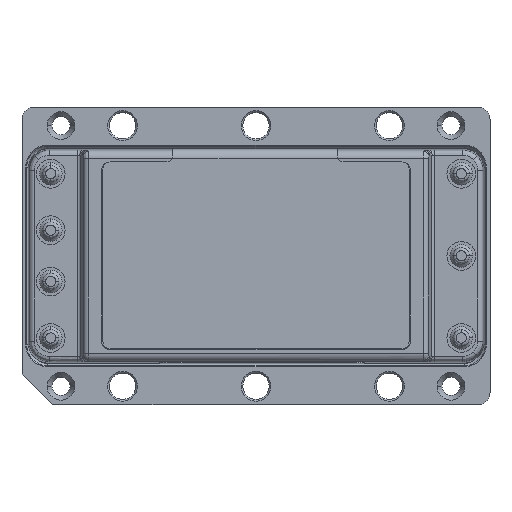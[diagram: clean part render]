
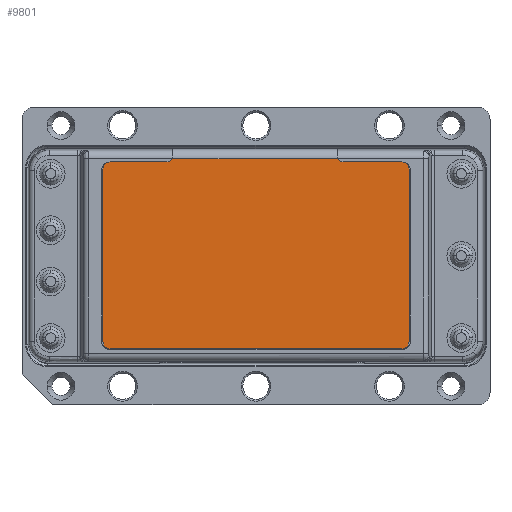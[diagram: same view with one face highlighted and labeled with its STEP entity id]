
A CAD part, top view. The second image highlights one B-rep face of the part: STEP entity #9801.
In plain terms, the highlighted planar face has unit normal (0, 0, 1).
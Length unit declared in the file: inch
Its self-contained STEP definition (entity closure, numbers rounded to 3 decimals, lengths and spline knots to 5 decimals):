
#251 = CIRCLE ( 'NONE', #420, 0.035 ) ;
#254 = CIRCLE ( 'NONE', #298, 0.035 ) ;
#298 = AXIS2_PLACEMENT_3D ( 'NONE', #14159, #14160, #14161 ) ;
#361 = VECTOR ( 'NONE', #14165, 39.37008 ) ;
#378 = VECTOR ( 'NONE', #14156, 39.37008 ) ;
#420 = AXIS2_PLACEMENT_3D ( 'NONE', #14168, #14169, #14170 ) ;
#473 = AXIS2_PLACEMENT_3D ( 'NONE', #14421, #14422, #14423 ) ;
#819 = EDGE_CURVE ( 'NONE', #14710, #14712, #2700, .T. ) ;
#820 = EDGE_CURVE ( 'NONE', #14704, #14727, #2701, .T. ) ;
#821 = EDGE_CURVE ( 'NONE', #14705, #14704, #11808, .T. ) ;
#823 = EDGE_CURVE ( 'NONE', #14708, #14705, #2703, .T. ) ;
#825 = EDGE_CURVE ( 'NONE', #14710, #14708, #11802, .T. ) ;
#829 = EDGE_CURVE ( 'NONE', #14714, #14712, #11805, .T. ) ;
#830 = EDGE_CURVE ( 'NONE', #14716, #14714, #2706, .T. ) ;
#832 = EDGE_CURVE ( 'NONE', #14718, #14716, #11795, .T. ) ;
#834 = EDGE_CURVE ( 'NONE', #14721, #14718, #2709, .T. ) ;
#836 = EDGE_CURVE ( 'NONE', #14723, #14721, #254, .T. ) ;
#838 = EDGE_CURVE ( 'NONE', #14725, #14723, #2712, .T. ) ;
#840 = EDGE_CURVE ( 'NONE', #14727, #14725, #251, .T. ) ;
#2700 = LINE ( 'NONE', #14121, #11809 ) ;
#2701 = LINE ( 'NONE', #14123, #11807 ) ;
#2703 = LINE ( 'NONE', #14130, #11803 ) ;
#2706 = LINE ( 'NONE', #14146, #11796 ) ;
#2709 = LINE ( 'NONE', #14155, #378 ) ;
#2712 = LINE ( 'NONE', #14164, #361 ) ;
#2752 = FACE_OUTER_BOUND ( 'NONE', #3930, .T. ) ;
#3930 = EDGE_LOOP ( 'NONE', ( #6389, #6387, #6390, #6388, #6386, #6385, #6384, #6383, #6382, #6381, #6380, #6379 ) ) ;
#6379 = ORIENTED_EDGE ( 'NONE', *, *, #829, .T. ) ;
#6380 = ORIENTED_EDGE ( 'NONE', *, *, #830, .T. ) ;
#6381 = ORIENTED_EDGE ( 'NONE', *, *, #832, .T. ) ;
#6382 = ORIENTED_EDGE ( 'NONE', *, *, #834, .T. ) ;
#6383 = ORIENTED_EDGE ( 'NONE', *, *, #836, .T. ) ;
#6384 = ORIENTED_EDGE ( 'NONE', *, *, #838, .T. ) ;
#6385 = ORIENTED_EDGE ( 'NONE', *, *, #840, .T. ) ;
#6386 = ORIENTED_EDGE ( 'NONE', *, *, #820, .T. ) ;
#6387 = ORIENTED_EDGE ( 'NONE', *, *, #825, .T. ) ;
#6388 = ORIENTED_EDGE ( 'NONE', *, *, #821, .T. ) ;
#6389 = ORIENTED_EDGE ( 'NONE', *, *, #819, .F. ) ;
#6390 = ORIENTED_EDGE ( 'NONE', *, *, #823, .T. ) ;
#9801 = ADVANCED_FACE ( 'NONE', ( #2752 ), #14420, .T. ) ;
#11795 = CIRCLE ( 'NONE', #11983, 0.035 ) ;
#11796 = VECTOR ( 'NONE', #14147, 39.37008 ) ;
#11798 = AXIS2_PLACEMENT_3D ( 'NONE', #14143, #14144, #14145 ) ;
#11800 = AXIS2_PLACEMENT_3D ( 'NONE', #14134, #14135, #14136 ) ;
#11802 = CIRCLE ( 'NONE', #11800, 0.035 ) ;
#11803 = VECTOR ( 'NONE', #14131, 39.37008 ) ;
#11805 = CIRCLE ( 'NONE', #11798, 0.035 ) ;
#11806 = AXIS2_PLACEMENT_3D ( 'NONE', #14125, #14126, #14127 ) ;
#11807 = VECTOR ( 'NONE', #14124, 39.37008 ) ;
#11808 = CIRCLE ( 'NONE', #11806, 0.035 ) ;
#11809 = VECTOR ( 'NONE', #14122, 39.37008 ) ;
#11983 = AXIS2_PLACEMENT_3D ( 'NONE', #14150, #14151, #14152 ) ;
#12794 = CARTESIAN_POINT ( 'NONE',  ( 0.3945, 0.37758, 0.509 ) ) ;
#12795 = CARTESIAN_POINT ( 'NONE',  ( 0.4295, 0.41258, 0.509 ) ) ;
#12796 = CARTESIAN_POINT ( 'NONE',  ( 0.7005, 0.41258, 0.509 ) ) ;
#12797 = CARTESIAN_POINT ( 'NONE',  ( 0.73029, 0.4292, 0.509 ) ) ;
#12798 = CARTESIAN_POINT ( 'NONE',  ( 1.54071, 0.4292, 0.509 ) ) ;
#12799 = CARTESIAN_POINT ( 'NONE',  ( 1.5705, 0.41258, 0.509 ) ) ;
#12800 = CARTESIAN_POINT ( 'NONE',  ( 1.8505, 0.41258, 0.509 ) ) ;
#12801 = CARTESIAN_POINT ( 'NONE',  ( 1.8855, 0.37758, 0.509 ) ) ;
#12802 = CARTESIAN_POINT ( 'NONE',  ( 1.8855, -0.46242, 0.509 ) ) ;
#12803 = CARTESIAN_POINT ( 'NONE',  ( 1.8505, -0.49742, 0.509 ) ) ;
#12804 = CARTESIAN_POINT ( 'NONE',  ( 0.4295, -0.49742, 0.509 ) ) ;
#12805 = CARTESIAN_POINT ( 'NONE',  ( 0.3945, -0.46242, 0.509 ) ) ;
#14121 = CARTESIAN_POINT ( 'NONE',  ( 0.4295, 0.4292, 0.509 ) ) ;
#14122 = DIRECTION ( 'NONE',  ( 1., 0., 0. ) ) ;
#14123 = CARTESIAN_POINT ( 'NONE',  ( 0.3945, 0.37758, 0.509 ) ) ;
#14124 = DIRECTION ( 'NONE',  ( 0., -1., 0. ) ) ;
#14125 = CARTESIAN_POINT ( 'NONE',  ( 0.4295, 0.37758, 0.509 ) ) ;
#14126 = DIRECTION ( 'NONE',  ( 0., 0., 1. ) ) ;
#14127 = DIRECTION ( 'NONE',  ( -1., 0., 0. ) ) ;
#14130 = CARTESIAN_POINT ( 'NONE',  ( 0.7005, 0.41258, 0.509 ) ) ;
#14131 = DIRECTION ( 'NONE',  ( -1., 0., 0. ) ) ;
#14134 = CARTESIAN_POINT ( 'NONE',  ( 0.7005, 0.44758, 0.509 ) ) ;
#14135 = DIRECTION ( 'NONE',  ( 0., 0., -1. ) ) ;
#14136 = DIRECTION ( 'NONE',  ( 1., 0., 0. ) ) ;
#14143 = CARTESIAN_POINT ( 'NONE',  ( 1.5705, 0.44758, 0.509 ) ) ;
#14144 = DIRECTION ( 'NONE',  ( 0., 0., -1. ) ) ;
#14145 = DIRECTION ( 'NONE',  ( -1., 0., 0. ) ) ;
#14146 = CARTESIAN_POINT ( 'NONE',  ( 1.8505, 0.41258, 0.509 ) ) ;
#14147 = DIRECTION ( 'NONE',  ( -1., 0., 0. ) ) ;
#14150 = CARTESIAN_POINT ( 'NONE',  ( 1.8505, 0.37758, 0.509 ) ) ;
#14151 = DIRECTION ( 'NONE',  ( 0., 0., 1. ) ) ;
#14152 = DIRECTION ( 'NONE',  ( 1., 0., 0. ) ) ;
#14155 = CARTESIAN_POINT ( 'NONE',  ( 1.8855, 0.37758, 0.509 ) ) ;
#14156 = DIRECTION ( 'NONE',  ( 0., 1., 0. ) ) ;
#14159 = CARTESIAN_POINT ( 'NONE',  ( 1.8505, -0.46242, 0.509 ) ) ;
#14160 = DIRECTION ( 'NONE',  ( 0., 0., 1. ) ) ;
#14161 = DIRECTION ( 'NONE',  ( 1., 0., 0. ) ) ;
#14164 = CARTESIAN_POINT ( 'NONE',  ( 1.8505, -0.49742, 0.509 ) ) ;
#14165 = DIRECTION ( 'NONE',  ( 1., 0., 0. ) ) ;
#14168 = CARTESIAN_POINT ( 'NONE',  ( 0.4295, -0.46242, 0.509 ) ) ;
#14169 = DIRECTION ( 'NONE',  ( 0., 0., 1. ) ) ;
#14170 = DIRECTION ( 'NONE',  ( 1., 0., 0. ) ) ;
#14420 = PLANE ( 'NONE',  #473 ) ;
#14421 = CARTESIAN_POINT ( 'NONE',  ( 0.4295, 0.37758, 0.509 ) ) ;
#14422 = DIRECTION ( 'NONE',  ( 0., 0., 1. ) ) ;
#14423 = DIRECTION ( 'NONE',  ( -1., 0., 0. ) ) ;
#14704 = VERTEX_POINT ( 'NONE', #12794 ) ;
#14705 = VERTEX_POINT ( 'NONE', #12795 ) ;
#14708 = VERTEX_POINT ( 'NONE', #12796 ) ;
#14710 = VERTEX_POINT ( 'NONE', #12797 ) ;
#14712 = VERTEX_POINT ( 'NONE', #12798 ) ;
#14714 = VERTEX_POINT ( 'NONE', #12799 ) ;
#14716 = VERTEX_POINT ( 'NONE', #12800 ) ;
#14718 = VERTEX_POINT ( 'NONE', #12801 ) ;
#14721 = VERTEX_POINT ( 'NONE', #12802 ) ;
#14723 = VERTEX_POINT ( 'NONE', #12803 ) ;
#14725 = VERTEX_POINT ( 'NONE', #12804 ) ;
#14727 = VERTEX_POINT ( 'NONE', #12805 ) ;
